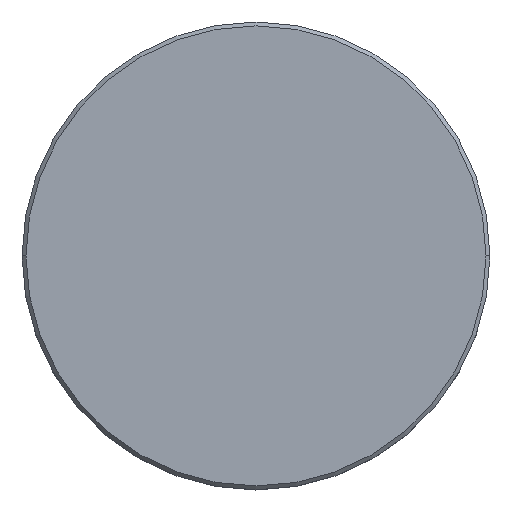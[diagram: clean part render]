
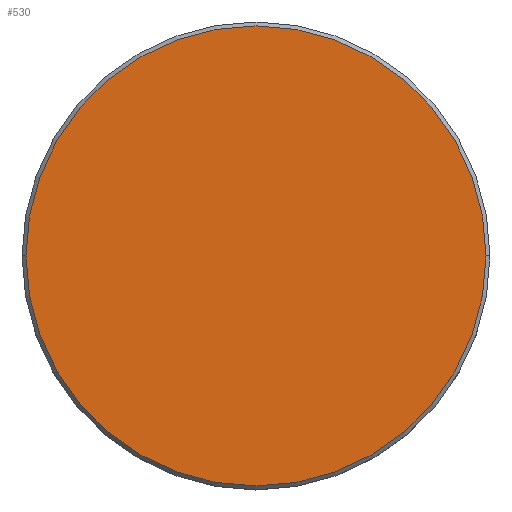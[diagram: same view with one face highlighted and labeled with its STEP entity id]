
A CAD part, top view. The second image highlights one B-rep face of the part: STEP entity #530.
In plain terms, the highlighted planar face has unit normal (0, 0, 1).
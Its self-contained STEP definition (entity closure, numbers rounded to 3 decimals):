
#104 = DIRECTION ( 'NONE',  ( 1., 0., 0. ) ) ;
#171 = CARTESIAN_POINT ( 'NONE',  ( 0., 0., 0. ) ) ;
#285 = VERTEX_POINT ( 'NONE', #753 ) ;
#288 = VERTEX_POINT ( 'NONE', #934 ) ;
#297 = DIRECTION ( 'NONE',  ( 1., 0., 0. ) ) ;
#361 = DIRECTION ( 'NONE',  ( 0., 0., 1. ) ) ;
#396 = ORIENTED_EDGE ( 'NONE', *, *, #593, .T. ) ;
#406 = AXIS2_PLACEMENT_3D ( 'NONE', #743, #445, #297 ) ;
#445 = DIRECTION ( 'NONE',  ( 0., 0., 1. ) ) ;
#530 = ADVANCED_FACE ( 'NONE', ( #644 ), #929, .T. ) ;
#560 = EDGE_LOOP ( 'NONE', ( #396, #1075 ) ) ;
#593 = EDGE_CURVE ( 'NONE', #288, #285, #667, .T. ) ;
#603 = AXIS2_PLACEMENT_3D ( 'NONE', #171, #361, #800 ) ;
#644 = FACE_OUTER_BOUND ( 'NONE', #560, .T. ) ;
#656 = DIRECTION ( 'NONE',  ( 0., 0., 1. ) ) ;
#667 = CIRCLE ( 'NONE', #852, 29.5 ) ;
#743 = CARTESIAN_POINT ( 'NONE',  ( 0., 0., 0. ) ) ;
#753 = CARTESIAN_POINT ( 'NONE',  ( 29.5, 0., 0. ) ) ;
#800 = DIRECTION ( 'NONE',  ( 1., 0., 0. ) ) ;
#852 = AXIS2_PLACEMENT_3D ( 'NONE', #922, #656, #104 ) ;
#922 = CARTESIAN_POINT ( 'NONE',  ( 0., 0., 0. ) ) ;
#929 = PLANE ( 'NONE',  #406 ) ;
#934 = CARTESIAN_POINT ( 'NONE',  ( -29.5, 0., 0. ) ) ;
#943 = CIRCLE ( 'NONE', #603, 29.5 ) ;
#1075 = ORIENTED_EDGE ( 'NONE', *, *, #1141, .T. ) ;
#1141 = EDGE_CURVE ( 'NONE', #285, #288, #943, .T. ) ;
